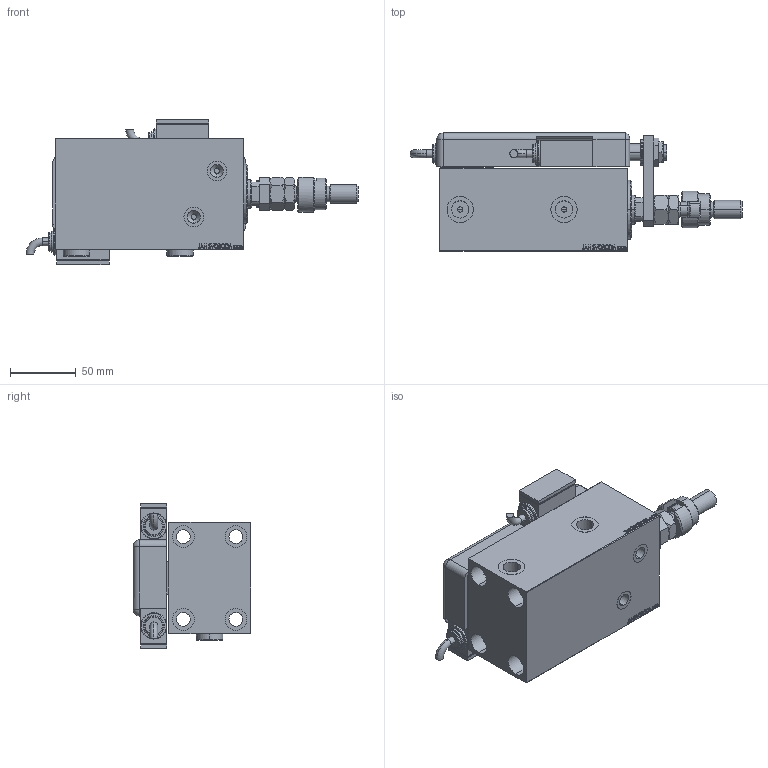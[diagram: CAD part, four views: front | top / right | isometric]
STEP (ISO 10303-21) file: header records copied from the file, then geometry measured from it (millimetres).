
FILE_DESCRIPTION (( 'STEP AP203' ), '1' );
FILE_NAME ('9aa8.STEP', '2022-04-17T16:13:14', ( '' ), ( '' ), 'SwSTEP 2.0', 'SolidWorks 2019', '' );
FILE_SCHEMA (( 'CONFIG_CONTROL_DESIGN' ));
Length unit declared in the file: millimetre
Products named in the file (17): NUT_D19 64b56d18ddd33f6ed9c41a344a3e126d; Q_T_W_DFA 64b56d18ddd33f6ed9c41a344a3e126d; NUT_D13 64b56d18ddd33f6ed9c41a344a3e126d; SWITCH Q 64b56d18ddd33f6ed9c41a344a3e126d; V450CP_VC_B 64b56d18ddd33f6ed9c41a344a3e126d; SWITCH DIM A_G 64b56d18ddd33f6ed9c41a344a3e126d; MAGNETIC SWITCH Q 64b56d18ddd33f6ed9c41a344a3e126d; SWITCH_Q_FRONT_BACK 64b56d18ddd33f6ed9c41a344a3e126d; FEMALE_PART_FOR_DFA 64b56d18ddd33f6ed9c41a344a3e126d; 9aa8; V450CP_C 64b56d18ddd33f6ed9c41a344a3e126d; TYC 64b56d18ddd33f6ed9c41a344a3e126d; V450CP_B_VCP 64b56d18ddd33f6ed9c41a344a3e126d; KRYT 64b56d18ddd33f6ed9c41a344a3e126d; MFA 64b56d18ddd33f6ed9c41a344a3e126d; PLUG 64b56d18ddd33f6ed9c41a344a3e126d; ZARAZKA_Q 64b56d18ddd33f6ed9c41a344a3e126d
Assembly tree (18 placements, depth 3):
  9aa8
    V450CP_C 64b56d18ddd33f6ed9c41a344a3e126d
    MAGNETIC SWITCH Q 64b56d18ddd33f6ed9c41a344a3e126d
      SWITCH_Q_FRONT_BACK 64b56d18ddd33f6ed9c41a344a3e126d
      TYC 64b56d18ddd33f6ed9c41a344a3e126d
      ZARAZKA_Q 64b56d18ddd33f6ed9c41a344a3e126d
      SWITCH DIM A_G 64b56d18ddd33f6ed9c41a344a3e126d
      NUT_D19 64b56d18ddd33f6ed9c41a344a3e126d
      NUT_D13 64b56d18ddd33f6ed9c41a344a3e126d
      KRYT 64b56d18ddd33f6ed9c41a344a3e126d
      SWITCH Q 64b56d18ddd33f6ed9c41a344a3e126d  x2
    Q_T_W_DFA 64b56d18ddd33f6ed9c41a344a3e126d
      FEMALE_PART_FOR_DFA 64b56d18ddd33f6ed9c41a344a3e126d
      MFA 64b56d18ddd33f6ed9c41a344a3e126d
    V450CP_B_VCP 64b56d18ddd33f6ed9c41a344a3e126d
    V450CP_VC_B 64b56d18ddd33f6ed9c41a344a3e126d
    PLUG 64b56d18ddd33f6ed9c41a344a3e126d  x2
Bounding box: 252.76 x 89.8 x 111 mm (x, y, z)
Volume: 832125 mm3; surface area: 192941.2 mm2
Topology: 17 solids, 17 shells, 1408 faces, 3508 edges, 2291 vertices
Faces by surface type: plane 681, bspline 471, cylinder 158, cone 66, torus 30, sphere 2
Entity records: 64393 total; most frequent: CARTESIAN_POINT 33278, ORIENTED_EDGE 6740, DIRECTION 4542, EDGE_CURVE 3370, VERTEX_POINT 2207, LINE 1948, VECTOR 1948, EDGE_LOOP 1537
